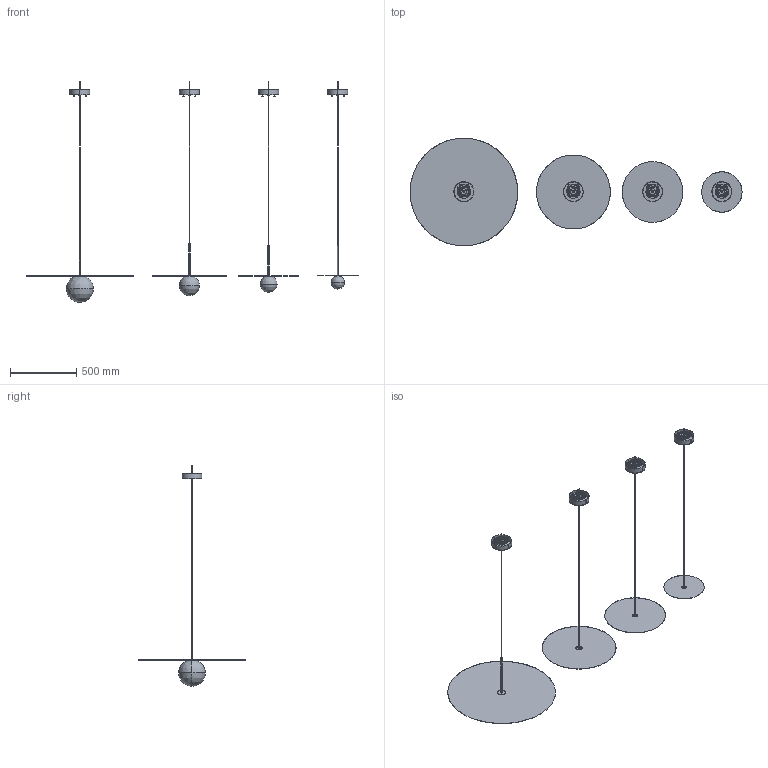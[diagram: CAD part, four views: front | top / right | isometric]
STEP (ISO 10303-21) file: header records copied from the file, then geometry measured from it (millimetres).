
FILE_DESCRIPTION(/* description */ (''),/* implementation_level */ '2;1');
FILE_NAME(/* name */ 'Bola',/* time_stamp */ '2018-02-06T13:40:48-08:00',/* author */ (''),/* organization */ (''),/* preprocessor_version */ 'ST-DEVELOPER v15',/* originating_system */ '',/* authorisation */ '');
FILE_SCHEMA (('CONFIG_CONTROL_DESIGN'));
Length unit declared in the file: millimetre
Products named in the file (14): Document; Bola-8-06; Bola-8-02; Bola-8-05; Bola-8-01; 105m6x6mmnc; Bola-8-04; fh-832-30; Bola-8-12; Bola-8-10; Bola-8-09; Bola-8-13; Bola-8-08; 160016027
Assembly tree (29 placements, depth 2):
  Document
    Bola-8-06
    Bola-8-02
    Bola-8-05  x2
    Bola-8-01
    105m6x6mmnc  x4
    Bola-8-04  x2
    fh-832-30  x4
    Bola-8-12  x2
    Bola-8-10  x2
    Bola-8-09  x4
    Bola-8-13  x2
    Bola-8-08  x2
    160016027  x2
Bounding box: 2503.12 x 811.16 x 1663.36 mm (x, y, z)
Volume: 3786576.2 mm3; surface area: 3095488.4 mm2
Topology: 84 solids, 104 shells, 2228 faces, 5928 edges, 3820 vertices
Faces by surface type: bspline 1316, plane 912
Entity records: 63313 total; most frequent: CARTESIAN_POINT 36956, ORIENTED_EDGE 8242, EDGE_CURVE 4151, VERTEX_POINT 2724, B_SPLINE_CURVE_WITH_KNOTS 2360, EDGE_LOOP 1817, ADVANCED_FACE 1602, FACE_OUTER_BOUND 1602
